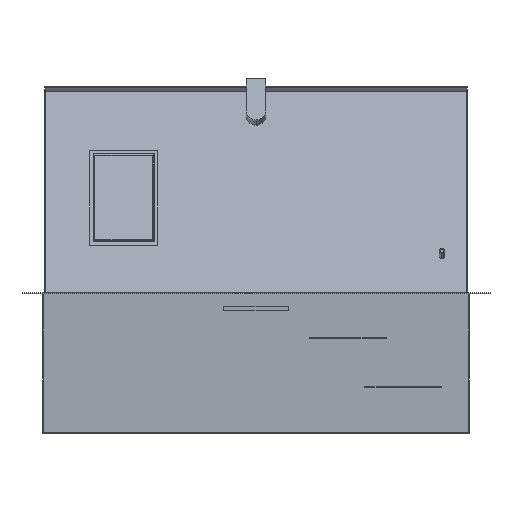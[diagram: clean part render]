
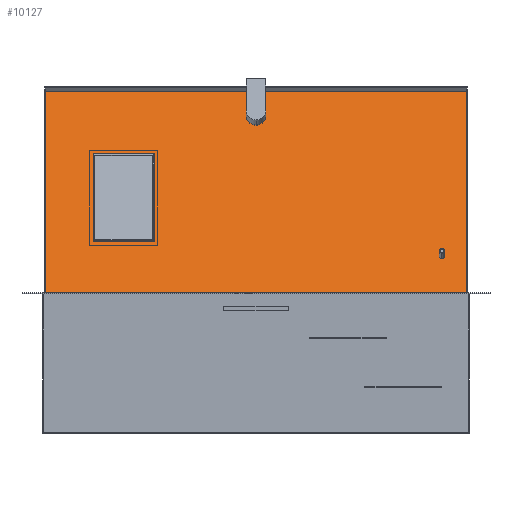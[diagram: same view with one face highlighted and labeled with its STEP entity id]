
A CAD part, left-side view. The second image highlights one B-rep face of the part: STEP entity #10127.
In plain terms, the highlighted face is planar.
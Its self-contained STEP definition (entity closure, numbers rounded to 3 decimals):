
#237 = VECTOR ( 'NONE', #9730, 1000. ) ;
#332 = LINE ( 'NONE', #3815, #4462 ) ;
#356 = DIRECTION ( 'NONE',  ( 1., 0., 0. ) ) ;
#500 = VERTEX_POINT ( 'NONE', #7806 ) ;
#596 = DIRECTION ( 'NONE',  ( 1., 0., 0. ) ) ;
#804 = CARTESIAN_POINT ( 'NONE',  ( 0., 247.5, -1. ) ) ;
#886 = ORIENTED_EDGE ( 'NONE', *, *, #999, .T. ) ;
#999 = EDGE_CURVE ( 'NONE', #3485, #3089, #10590, .T. ) ;
#1169 = EDGE_CURVE ( 'NONE', #3033, #1241, #10017, .T. ) ;
#1199 = AXIS2_PLACEMENT_3D ( 'NONE', #1601, #2184, #8799 ) ;
#1241 = VERTEX_POINT ( 'NONE', #5347 ) ;
#1316 = EDGE_CURVE ( 'NONE', #10690, #3485, #7329, .T. ) ;
#1382 = PLANE ( 'NONE',  #6526 ) ;
#1459 = ORIENTED_EDGE ( 'NONE', *, *, #3429, .T. ) ;
#1601 = CARTESIAN_POINT ( 'NONE',  ( -102.5, 0., -1. ) ) ;
#1809 = DIRECTION ( 'NONE',  ( 0., 0., -1. ) ) ;
#1837 = CARTESIAN_POINT ( 'NONE',  ( 0., 191.5, -1. ) ) ;
#1922 = CARTESIAN_POINT ( 'NONE',  ( -132.5, 0., -1. ) ) ;
#1935 = VECTOR ( 'NONE', #5016, 1000. ) ;
#2024 = DIRECTION ( 'NONE',  ( 1., 0., 0. ) ) ;
#2165 = EDGE_CURVE ( 'NONE', #3075, #5875, #5685, .T. ) ;
#2184 = DIRECTION ( 'NONE',  ( 0., 0., 1. ) ) ;
#2434 = CARTESIAN_POINT ( 'NONE',  ( 55., 191.5, -1. ) ) ;
#2464 = CARTESIAN_POINT ( 'NONE',  ( 132.5, 0., -1. ) ) ;
#3033 = VERTEX_POINT ( 'NONE', #6425 ) ;
#3075 = VERTEX_POINT ( 'NONE', #6047 ) ;
#3089 = VERTEX_POINT ( 'NONE', #5471 ) ;
#3117 = EDGE_CURVE ( 'NONE', #7513, #5336, #7813, .T. ) ;
#3150 = FACE_BOUND ( 'NONE', #9385, .T. ) ;
#3262 = DIRECTION ( 'NONE',  ( 1., 0., 0. ) ) ;
#3429 = EDGE_CURVE ( 'NONE', #500, #11841, #3521, .T. ) ;
#3485 = VERTEX_POINT ( 'NONE', #9961 ) ;
#3521 = CIRCLE ( 'NONE', #1199, 11.5 ) ;
#3539 = AXIS2_PLACEMENT_3D ( 'NONE', #6973, #8517, #3262 ) ;
#3815 = CARTESIAN_POINT ( 'NONE',  ( 0., 119.5, -1. ) ) ;
#4168 = EDGE_CURVE ( 'NONE', #1241, #7513, #11402, .T. ) ;
#4205 = CARTESIAN_POINT ( 'NONE',  ( -132.5, 247.5, -1. ) ) ;
#4305 = FACE_OUTER_BOUND ( 'NONE', #7726, .T. ) ;
#4365 = ORIENTED_EDGE ( 'NONE', *, *, #4168, .F. ) ;
#4462 = VECTOR ( 'NONE', #7516, 1000. ) ;
#4571 = ORIENTED_EDGE ( 'NONE', *, *, #1316, .T. ) ;
#4815 = EDGE_CURVE ( 'NONE', #5875, #3075, #6289, .T. ) ;
#4942 = VECTOR ( 'NONE', #11671, 1000. ) ;
#5016 = DIRECTION ( 'NONE',  ( 0., 1., 0. ) ) ;
#5093 = CARTESIAN_POINT ( 'NONE',  ( 70.5, -218.5, -1. ) ) ;
#5162 = ORIENTED_EDGE ( 'NONE', *, *, #9534, .T. ) ;
#5165 = ORIENTED_EDGE ( 'NONE', *, *, #10129, .F. ) ;
#5336 = VERTEX_POINT ( 'NONE', #4205 ) ;
#5344 = ORIENTED_EDGE ( 'NONE', *, *, #4815, .F. ) ;
#5347 = CARTESIAN_POINT ( 'NONE',  ( 132.5, -247.5, -1. ) ) ;
#5457 = CARTESIAN_POINT ( 'NONE',  ( 0., 0., -1. ) ) ;
#5471 = CARTESIAN_POINT ( 'NONE',  ( -55., 119.5, -1. ) ) ;
#5561 = CARTESIAN_POINT ( 'NONE',  ( -91., 0., -1. ) ) ;
#5622 = AXIS2_PLACEMENT_3D ( 'NONE', #8656, #6929, #2024 ) ;
#5685 = CIRCLE ( 'NONE', #3539, 3. ) ;
#5875 = VERTEX_POINT ( 'NONE', #5093 ) ;
#5925 = DIRECTION ( 'NONE',  ( 1., 0., 0. ) ) ;
#6047 = CARTESIAN_POINT ( 'NONE',  ( 76.5, -218.5, -1. ) ) ;
#6166 = VERTEX_POINT ( 'NONE', #9978 ) ;
#6289 = CIRCLE ( 'NONE', #11640, 3. ) ;
#6425 = CARTESIAN_POINT ( 'NONE',  ( -132.5, -247.5, -1. ) ) ;
#6454 = EDGE_CURVE ( 'NONE', #11841, #500, #9928, .T. ) ;
#6526 = AXIS2_PLACEMENT_3D ( 'NONE', #5457, #11662, #596 ) ;
#6663 = VECTOR ( 'NONE', #8295, 1000. ) ;
#6929 = DIRECTION ( 'NONE',  ( 0., 0., 1. ) ) ;
#6973 = CARTESIAN_POINT ( 'NONE',  ( 73.5, -218.5, -1. ) ) ;
#7291 = CARTESIAN_POINT ( 'NONE',  ( -55., 0., -1. ) ) ;
#7329 = LINE ( 'NONE', #1837, #6663 ) ;
#7447 = VECTOR ( 'NONE', #356, 1000. ) ;
#7513 = VERTEX_POINT ( 'NONE', #7686 ) ;
#7516 = DIRECTION ( 'NONE',  ( 1., 0., 0. ) ) ;
#7686 = CARTESIAN_POINT ( 'NONE',  ( 132.5, 247.5, -1. ) ) ;
#7726 = EDGE_LOOP ( 'NONE', ( #5165, #9813, #4365, #9248 ) ) ;
#7806 = CARTESIAN_POINT ( 'NONE',  ( -114., 0., -1. ) ) ;
#7813 = LINE ( 'NONE', #804, #4942 ) ;
#8295 = DIRECTION ( 'NONE',  ( -1., 0., 0. ) ) ;
#8296 = CARTESIAN_POINT ( 'NONE',  ( 0., -247.5, -1. ) ) ;
#8411 = VECTOR ( 'NONE', #11341, 1000. ) ;
#8517 = DIRECTION ( 'NONE',  ( 0., 0., -1. ) ) ;
#8642 = ORIENTED_EDGE ( 'NONE', *, *, #6454, .T. ) ;
#8656 = CARTESIAN_POINT ( 'NONE',  ( -102.5, 0., -1. ) ) ;
#8709 = LINE ( 'NONE', #11024, #1935 ) ;
#8793 = EDGE_CURVE ( 'NONE', #6166, #10690, #8709, .T. ) ;
#8799 = DIRECTION ( 'NONE',  ( 1., 0., 0. ) ) ;
#9248 = ORIENTED_EDGE ( 'NONE', *, *, #1169, .F. ) ;
#9385 = EDGE_LOOP ( 'NONE', ( #8642, #1459 ) ) ;
#9534 = EDGE_CURVE ( 'NONE', #3089, #6166, #332, .T. ) ;
#9730 = DIRECTION ( 'NONE',  ( 0., -1., 0. ) ) ;
#9813 = ORIENTED_EDGE ( 'NONE', *, *, #3117, .F. ) ;
#9910 = LINE ( 'NONE', #1922, #237 ) ;
#9928 = CIRCLE ( 'NONE', #5622, 11.5 ) ;
#9961 = CARTESIAN_POINT ( 'NONE',  ( -55., 191.5, -1. ) ) ;
#9978 = CARTESIAN_POINT ( 'NONE',  ( 55., 119.5, -1. ) ) ;
#10005 = ORIENTED_EDGE ( 'NONE', *, *, #2165, .F. ) ;
#10017 = LINE ( 'NONE', #8296, #7447 ) ;
#10042 = DIRECTION ( 'NONE',  ( 0., 1., 0. ) ) ;
#10127 = ADVANCED_FACE ( 'NONE', ( #11468, #3150, #4305, #11477 ), #1382, .F. ) ;
#10129 = EDGE_CURVE ( 'NONE', #5336, #3033, #9910, .T. ) ;
#10251 = VECTOR ( 'NONE', #10042, 1000. ) ;
#10590 = LINE ( 'NONE', #7291, #8411 ) ;
#10690 = VERTEX_POINT ( 'NONE', #2434 ) ;
#10791 = EDGE_LOOP ( 'NONE', ( #10005, #5344 ) ) ;
#10962 = CARTESIAN_POINT ( 'NONE',  ( 73.5, -218.5, -1. ) ) ;
#11024 = CARTESIAN_POINT ( 'NONE',  ( 55., 0., -1. ) ) ;
#11341 = DIRECTION ( 'NONE',  ( 0., -1., 0. ) ) ;
#11395 = EDGE_LOOP ( 'NONE', ( #4571, #886, #5162, #11538 ) ) ;
#11402 = LINE ( 'NONE', #2464, #10251 ) ;
#11468 = FACE_BOUND ( 'NONE', #11395, .T. ) ;
#11477 = FACE_BOUND ( 'NONE', #10791, .T. ) ;
#11538 = ORIENTED_EDGE ( 'NONE', *, *, #8793, .T. ) ;
#11640 = AXIS2_PLACEMENT_3D ( 'NONE', #10962, #1809, #5925 ) ;
#11662 = DIRECTION ( 'NONE',  ( 0., 0., 1. ) ) ;
#11671 = DIRECTION ( 'NONE',  ( -1., 0., 0. ) ) ;
#11841 = VERTEX_POINT ( 'NONE', #5561 ) ;
